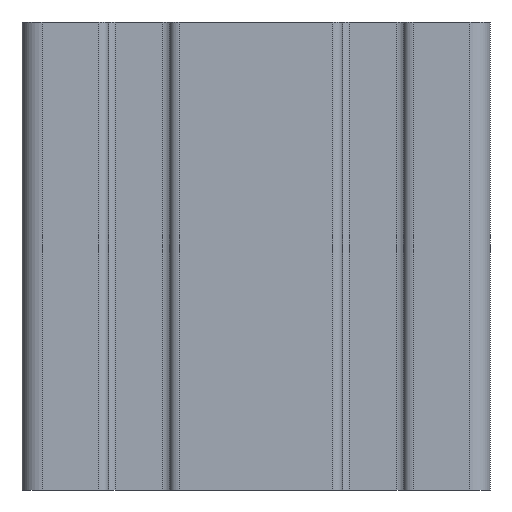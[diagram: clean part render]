
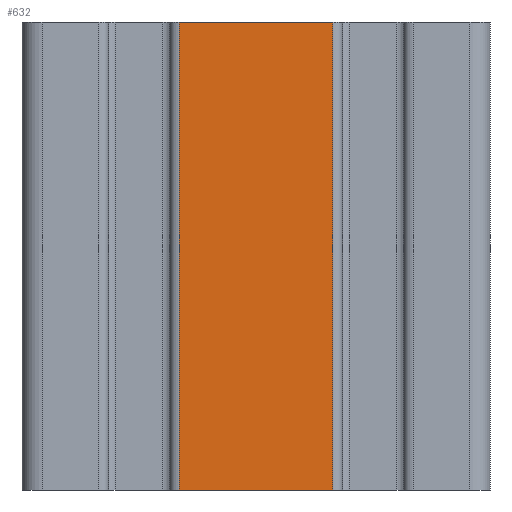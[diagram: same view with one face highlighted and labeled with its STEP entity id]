
A CAD part, front view. The second image highlights one B-rep face of the part: STEP entity #632.
In plain terms, the highlighted planar face has unit normal (0, -1, 0).
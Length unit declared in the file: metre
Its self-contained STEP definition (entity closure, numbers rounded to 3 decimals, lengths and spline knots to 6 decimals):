
#632 = ADVANCED_FACE( '', ( #1416 ), #1417, .T. );
#1416 = FACE_OUTER_BOUND( '', #2349, .T. );
#1417 = PLANE( '', #2350 );
#2349 = EDGE_LOOP( '', ( #4319, #4320, #4321, #4322 ) );
#2350 = AXIS2_PLACEMENT_3D( '', #4323, #4324, #4325 );
#4319 = ORIENTED_EDGE( '', *, *, #6573, .T. );
#4320 = ORIENTED_EDGE( '', *, *, #6574, .F. );
#4321 = ORIENTED_EDGE( '', *, *, #5996, .F. );
#4322 = ORIENTED_EDGE( '', *, *, #6575, .T. );
#4323 = CARTESIAN_POINT( '', ( 0.013777, -0.075, 0.05 ) );
#4324 = DIRECTION( '', ( 0., -1., 0. ) );
#4325 = DIRECTION( '', ( -1., 0., 0. ) );
#5996 = EDGE_CURVE( '', #7385, #7387, #7388, .T. );
#6573 = EDGE_CURVE( '', #8272, #8273, #8274, .T. );
#6574 = EDGE_CURVE( '', #7387, #8273, #8275, .T. );
#6575 = EDGE_CURVE( '', #7385, #8272, #8276, .T. );
#7385 = VERTEX_POINT( '', #9283 );
#7387 = VERTEX_POINT( '', #9285 );
#7388 = LINE( '', #9286, #9287 );
#8272 = VERTEX_POINT( '', #10469 );
#8273 = VERTEX_POINT( '', #10470 );
#8274 = LINE( '', #10471, #10472 );
#8275 = LINE( '', #10473, #10474 );
#8276 = LINE( '', #10475, #10476 );
#9283 = CARTESIAN_POINT( '', ( -0.00818, -0.075, 0.05 ) );
#9285 = CARTESIAN_POINT( '', ( 0.00818, -0.075, 0.05 ) );
#9286 = CARTESIAN_POINT( '', ( 0.013777, -0.075, 0.05 ) );
#9287 = VECTOR( '', #11446, 1. );
#10469 = CARTESIAN_POINT( '', ( -0.00818, -0.075, 0. ) );
#10470 = CARTESIAN_POINT( '', ( 0.00818, -0.075, 0. ) );
#10471 = CARTESIAN_POINT( '', ( 0.013777, -0.075, 0. ) );
#10472 = VECTOR( '', #12183, 1. );
#10473 = CARTESIAN_POINT( '', ( 0.00818, -0.075, 0.05 ) );
#10474 = VECTOR( '', #12184, 1. );
#10475 = CARTESIAN_POINT( '', ( -0.00818, -0.075, 0.05 ) );
#10476 = VECTOR( '', #12185, 1. );
#11446 = DIRECTION( '', ( 1., 0., 0. ) );
#12183 = DIRECTION( '', ( 1., 0., 0. ) );
#12184 = DIRECTION( '', ( 0., 0., -1. ) );
#12185 = DIRECTION( '', ( 0., 0., -1. ) );
